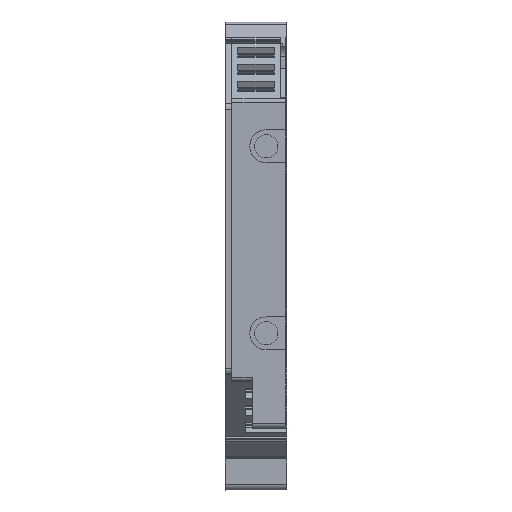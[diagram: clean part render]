
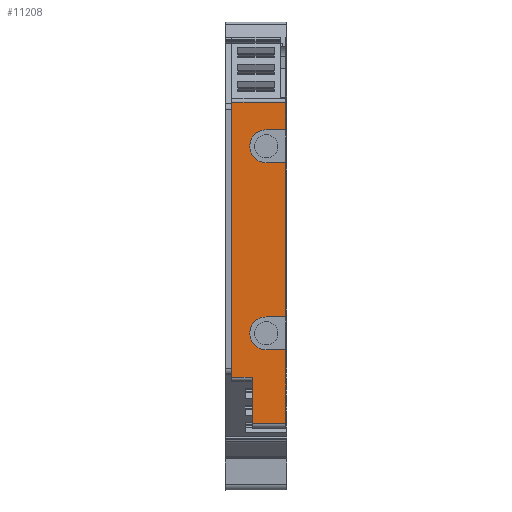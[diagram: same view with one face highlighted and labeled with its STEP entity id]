
A CAD part, top view. The second image highlights one B-rep face of the part: STEP entity #11208.
In plain terms, the highlighted planar face has unit normal (0, 0, 1).
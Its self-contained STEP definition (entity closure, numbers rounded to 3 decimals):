
#11071=AXIS2_PLACEMENT_3D('Plane Axis2P3D',#11068,#11069,#11070) ;
#9301=CARTESIAN_POINT('Vertex',(0.85,14.36,59.24)) ;
#9304=CARTESIAN_POINT('Line Origine',(0.85,32.01,59.24)) ;
#9308=CARTESIAN_POINT('Vertex',(0.85,49.66,59.24)) ;
#9484=CARTESIAN_POINT('Line Origine',(7.75,47.875,59.24)) ;
#9488=CARTESIAN_POINT('Vertex',(7.75,49.66,59.24)) ;
#9490=CARTESIAN_POINT('Vertex',(7.75,46.09,59.24)) ;
#9511=CARTESIAN_POINT('Vertex',(7.75,41.89,59.24)) ;
#9514=CARTESIAN_POINT('Line Origine',(7.75,32.,59.24)) ;
#9518=CARTESIAN_POINT('Vertex',(7.75,22.11,59.24)) ;
#9539=CARTESIAN_POINT('Vertex',(7.75,17.91,59.24)) ;
#9542=CARTESIAN_POINT('Line Origine',(7.75,13.185,59.24)) ;
#9546=CARTESIAN_POINT('Vertex',(7.75,8.46,59.24)) ;
#11052=CARTESIAN_POINT('Vertex',(3.45,14.36,59.24)) ;
#11055=CARTESIAN_POINT('Line Origine',(7.05,14.36,59.24)) ;
#11068=CARTESIAN_POINT('Axis2P3D Location',(7.05,49.66,59.24)) ;
#11073=CARTESIAN_POINT('Line Origine',(6.5,22.11,59.24)) ;
#11077=CARTESIAN_POINT('Vertex',(5.25,22.11,59.24)) ;
#11080=CARTESIAN_POINT('Line Origine',(6.5,41.89,59.24)) ;
#11084=CARTESIAN_POINT('Vertex',(5.25,41.89,59.24)) ;
#11088=CARTESIAN_POINT('Control Point',(3.15,43.99,59.24)) ;
#11089=CARTESIAN_POINT('Control Point',(3.15,43.777,59.24)) ;
#11090=CARTESIAN_POINT('Control Point',(3.177,43.564,59.24)) ;
#11091=CARTESIAN_POINT('Control Point',(3.231,43.356,59.24)) ;
#11092=CARTESIAN_POINT('Control Point',(3.391,42.957,59.24)) ;
#11093=CARTESIAN_POINT('Control Point',(3.645,42.611,59.24)) ;
#11094=CARTESIAN_POINT('Control Point',(3.793,42.455,59.24)) ;
#11095=CARTESIAN_POINT('Control Point',(4.126,42.184,59.24)) ;
#11096=CARTESIAN_POINT('Control Point',(4.516,42.005,59.24)) ;
#11097=CARTESIAN_POINT('Control Point',(4.722,41.941,59.24)) ;
#11098=CARTESIAN_POINT('Control Point',(4.954,41.899,59.24)) ;
#11099=CARTESIAN_POINT('Control Point',(5.188,41.891,59.24)) ;
#11100=CARTESIAN_POINT('Control Point',(5.208,41.89,59.24)) ;
#11101=CARTESIAN_POINT('Control Point',(5.229,41.89,59.24)) ;
#11102=CARTESIAN_POINT('Control Point',(5.25,41.89,59.24)) ;
#11103=CARTESIAN_POINT('Vertex',(3.15,43.99,59.24)) ;
#11107=CARTESIAN_POINT('Control Point',(5.25,46.09,59.24)) ;
#11108=CARTESIAN_POINT('Control Point',(5.037,46.09,59.24)) ;
#11109=CARTESIAN_POINT('Control Point',(4.824,46.063,59.24)) ;
#11110=CARTESIAN_POINT('Control Point',(4.616,46.009,59.24)) ;
#11111=CARTESIAN_POINT('Control Point',(4.217,45.849,59.24)) ;
#11112=CARTESIAN_POINT('Control Point',(3.871,45.595,59.24)) ;
#11113=CARTESIAN_POINT('Control Point',(3.715,45.447,59.24)) ;
#11114=CARTESIAN_POINT('Control Point',(3.444,45.114,59.24)) ;
#11115=CARTESIAN_POINT('Control Point',(3.265,44.724,59.24)) ;
#11116=CARTESIAN_POINT('Control Point',(3.201,44.518,59.24)) ;
#11117=CARTESIAN_POINT('Control Point',(3.159,44.286,59.24)) ;
#11118=CARTESIAN_POINT('Control Point',(3.151,44.052,59.24)) ;
#11119=CARTESIAN_POINT('Control Point',(3.15,44.032,59.24)) ;
#11120=CARTESIAN_POINT('Control Point',(3.15,44.011,59.24)) ;
#11121=CARTESIAN_POINT('Control Point',(3.15,43.99,59.24)) ;
#11122=CARTESIAN_POINT('Vertex',(5.25,46.09,59.24)) ;
#11125=CARTESIAN_POINT('Line Origine',(6.5,46.09,59.24)) ;
#11130=CARTESIAN_POINT('Line Origine',(4.3,49.66,59.24)) ;
#11135=CARTESIAN_POINT('Line Origine',(3.45,11.41,59.24)) ;
#11139=CARTESIAN_POINT('Vertex',(3.45,8.46,59.24)) ;
#11142=CARTESIAN_POINT('Line Origine',(5.6,8.46,59.24)) ;
#11147=CARTESIAN_POINT('Line Origine',(6.5,17.91,59.24)) ;
#11151=CARTESIAN_POINT('Vertex',(5.25,17.91,59.24)) ;
#11155=CARTESIAN_POINT('Control Point',(3.15,20.01,59.24)) ;
#11156=CARTESIAN_POINT('Control Point',(3.15,19.797,59.24)) ;
#11157=CARTESIAN_POINT('Control Point',(3.177,19.584,59.24)) ;
#11158=CARTESIAN_POINT('Control Point',(3.231,19.376,59.24)) ;
#11159=CARTESIAN_POINT('Control Point',(3.391,18.977,59.24)) ;
#11160=CARTESIAN_POINT('Control Point',(3.645,18.631,59.24)) ;
#11161=CARTESIAN_POINT('Control Point',(3.793,18.475,59.24)) ;
#11162=CARTESIAN_POINT('Control Point',(4.126,18.204,59.24)) ;
#11163=CARTESIAN_POINT('Control Point',(4.516,18.025,59.24)) ;
#11164=CARTESIAN_POINT('Control Point',(4.722,17.961,59.24)) ;
#11165=CARTESIAN_POINT('Control Point',(4.954,17.919,59.24)) ;
#11166=CARTESIAN_POINT('Control Point',(5.188,17.911,59.24)) ;
#11167=CARTESIAN_POINT('Control Point',(5.208,17.91,59.24)) ;
#11168=CARTESIAN_POINT('Control Point',(5.229,17.91,59.24)) ;
#11169=CARTESIAN_POINT('Control Point',(5.25,17.91,59.24)) ;
#11170=CARTESIAN_POINT('Vertex',(3.15,20.01,59.24)) ;
#11174=CARTESIAN_POINT('Control Point',(5.25,22.11,59.24)) ;
#11175=CARTESIAN_POINT('Control Point',(5.037,22.11,59.24)) ;
#11176=CARTESIAN_POINT('Control Point',(4.824,22.083,59.24)) ;
#11177=CARTESIAN_POINT('Control Point',(4.616,22.029,59.24)) ;
#11178=CARTESIAN_POINT('Control Point',(4.217,21.869,59.24)) ;
#11179=CARTESIAN_POINT('Control Point',(3.871,21.615,59.24)) ;
#11180=CARTESIAN_POINT('Control Point',(3.715,21.467,59.24)) ;
#11181=CARTESIAN_POINT('Control Point',(3.444,21.134,59.24)) ;
#11182=CARTESIAN_POINT('Control Point',(3.265,20.744,59.24)) ;
#11183=CARTESIAN_POINT('Control Point',(3.201,20.538,59.24)) ;
#11184=CARTESIAN_POINT('Control Point',(3.159,20.306,59.24)) ;
#11185=CARTESIAN_POINT('Control Point',(3.151,20.072,59.24)) ;
#11186=CARTESIAN_POINT('Control Point',(3.15,20.052,59.24)) ;
#11187=CARTESIAN_POINT('Control Point',(3.15,20.031,59.24)) ;
#11188=CARTESIAN_POINT('Control Point',(3.15,20.01,59.24)) ;
#9305=DIRECTION('Vector Direction',(0.,-1.,0.)) ;
#9485=DIRECTION('Vector Direction',(0.,-1.,0.)) ;
#9515=DIRECTION('Vector Direction',(0.,-1.,0.)) ;
#9543=DIRECTION('Vector Direction',(0.,-1.,0.)) ;
#11056=DIRECTION('Vector Direction',(1.,0.,0.)) ;
#11069=DIRECTION('Axis2P3D Direction',(0.,0.,-1.)) ;
#11070=DIRECTION('Axis2P3D XDirection',(-1.,0.,0.)) ;
#11074=DIRECTION('Vector Direction',(-1.,0.,0.)) ;
#11081=DIRECTION('Vector Direction',(1.,0.,0.)) ;
#11126=DIRECTION('Vector Direction',(-1.,0.,0.)) ;
#11131=DIRECTION('Vector Direction',(-1.,0.,0.)) ;
#11136=DIRECTION('Vector Direction',(0.,-1.,0.)) ;
#11143=DIRECTION('Vector Direction',(-1.,0.,0.)) ;
#11148=DIRECTION('Vector Direction',(1.,0.,0.)) ;
#9306=VECTOR('Line Direction',#9305,1.) ;
#9486=VECTOR('Line Direction',#9485,1.) ;
#9516=VECTOR('Line Direction',#9515,1.) ;
#9544=VECTOR('Line Direction',#9543,1.) ;
#11057=VECTOR('Line Direction',#11056,1.) ;
#11075=VECTOR('Line Direction',#11074,1.) ;
#11082=VECTOR('Line Direction',#11081,1.) ;
#11127=VECTOR('Line Direction',#11126,1.) ;
#11132=VECTOR('Line Direction',#11131,1.) ;
#11137=VECTOR('Line Direction',#11136,1.) ;
#11144=VECTOR('Line Direction',#11143,1.) ;
#11149=VECTOR('Line Direction',#11148,1.) ;
#11191=ORIENTED_EDGE('',*,*,#11079,.F.) ;
#11192=ORIENTED_EDGE('',*,*,#9520,.F.) ;
#11193=ORIENTED_EDGE('',*,*,#11086,.F.) ;
#11194=ORIENTED_EDGE('',*,*,#11105,.F.) ;
#11195=ORIENTED_EDGE('',*,*,#11124,.F.) ;
#11196=ORIENTED_EDGE('',*,*,#11129,.F.) ;
#11197=ORIENTED_EDGE('',*,*,#9492,.F.) ;
#11198=ORIENTED_EDGE('',*,*,#11134,.T.) ;
#11199=ORIENTED_EDGE('',*,*,#9310,.T.) ;
#11200=ORIENTED_EDGE('',*,*,#11059,.F.) ;
#11201=ORIENTED_EDGE('',*,*,#11141,.T.) ;
#11202=ORIENTED_EDGE('',*,*,#11146,.F.) ;
#11203=ORIENTED_EDGE('',*,*,#9548,.F.) ;
#11204=ORIENTED_EDGE('',*,*,#11153,.F.) ;
#11205=ORIENTED_EDGE('',*,*,#11172,.F.) ;
#11206=ORIENTED_EDGE('',*,*,#11189,.F.) ;
#11208=ADVANCED_FACE('V1',(#11207),#11072,.F.) ;
#11087=B_SPLINE_CURVE_WITH_KNOTS('',5,(#11088,#11089,#11090,#11091,#11092,#11093,#11094,#11095,#11096,#11097,#11098,#11099,#11100,#11101,#11102),.UNSPECIFIED.,.F.,.U.,(6,3,3,3,6),(0.,1.51,3.019,4.528,4.676),.UNSPECIFIED.) ;
#11106=B_SPLINE_CURVE_WITH_KNOTS('',5,(#11107,#11108,#11109,#11110,#11111,#11112,#11113,#11114,#11115,#11116,#11117,#11118,#11119,#11120,#11121),.UNSPECIFIED.,.F.,.U.,(6,3,3,3,6),(0.,1.51,3.02,4.53,4.677),.UNSPECIFIED.) ;
#11154=B_SPLINE_CURVE_WITH_KNOTS('',5,(#11155,#11156,#11157,#11158,#11159,#11160,#11161,#11162,#11163,#11164,#11165,#11166,#11167,#11168,#11169),.UNSPECIFIED.,.F.,.U.,(6,3,3,3,6),(0.,1.51,3.019,4.528,4.676),.UNSPECIFIED.) ;
#11173=B_SPLINE_CURVE_WITH_KNOTS('',5,(#11174,#11175,#11176,#11177,#11178,#11179,#11180,#11181,#11182,#11183,#11184,#11185,#11186,#11187,#11188),.UNSPECIFIED.,.F.,.U.,(6,3,3,3,6),(0.,1.51,3.02,4.53,4.677),.UNSPECIFIED.) ;
#9310=EDGE_CURVE('',#9309,#9302,#9307,.T.) ;
#9492=EDGE_CURVE('',#9489,#9491,#9487,.T.) ;
#9520=EDGE_CURVE('',#9512,#9519,#9517,.T.) ;
#9548=EDGE_CURVE('',#9540,#9547,#9545,.T.) ;
#11059=EDGE_CURVE('',#11053,#9302,#11058,.F.) ;
#11079=EDGE_CURVE('',#9519,#11078,#11076,.T.) ;
#11086=EDGE_CURVE('',#11085,#9512,#11083,.T.) ;
#11105=EDGE_CURVE('',#11104,#11085,#11087,.T.) ;
#11124=EDGE_CURVE('',#11123,#11104,#11106,.T.) ;
#11129=EDGE_CURVE('',#9491,#11123,#11128,.T.) ;
#11134=EDGE_CURVE('',#9489,#9309,#11133,.T.) ;
#11141=EDGE_CURVE('',#11053,#11140,#11138,.T.) ;
#11146=EDGE_CURVE('',#9547,#11140,#11145,.T.) ;
#11153=EDGE_CURVE('',#11152,#9540,#11150,.T.) ;
#11172=EDGE_CURVE('',#11171,#11152,#11154,.T.) ;
#11189=EDGE_CURVE('',#11078,#11171,#11173,.T.) ;
#11190=EDGE_LOOP('',(#11191,#11192,#11193,#11194,#11195,#11196,#11197,#11198,#11199,#11200,#11201,#11202,#11203,#11204,#11205,#11206)) ;
#11207=FACE_OUTER_BOUND('',#11190,.T.) ;
#9307=LINE('Line',#9304,#9306) ;
#9487=LINE('Line',#9484,#9486) ;
#9517=LINE('Line',#9514,#9516) ;
#9545=LINE('Line',#9542,#9544) ;
#11058=LINE('Line',#11055,#11057) ;
#11076=LINE('Line',#11073,#11075) ;
#11083=LINE('Line',#11080,#11082) ;
#11128=LINE('Line',#11125,#11127) ;
#11133=LINE('Line',#11130,#11132) ;
#11138=LINE('Line',#11135,#11137) ;
#11145=LINE('Line',#11142,#11144) ;
#11150=LINE('Line',#11147,#11149) ;
#11072=PLANE('',#11071) ;
#9302=VERTEX_POINT('',#9301) ;
#9309=VERTEX_POINT('',#9308) ;
#9489=VERTEX_POINT('',#9488) ;
#9491=VERTEX_POINT('',#9490) ;
#9512=VERTEX_POINT('',#9511) ;
#9519=VERTEX_POINT('',#9518) ;
#9540=VERTEX_POINT('',#9539) ;
#9547=VERTEX_POINT('',#9546) ;
#11053=VERTEX_POINT('',#11052) ;
#11078=VERTEX_POINT('',#11077) ;
#11085=VERTEX_POINT('',#11084) ;
#11104=VERTEX_POINT('',#11103) ;
#11123=VERTEX_POINT('',#11122) ;
#11140=VERTEX_POINT('',#11139) ;
#11152=VERTEX_POINT('',#11151) ;
#11171=VERTEX_POINT('',#11170) ;
